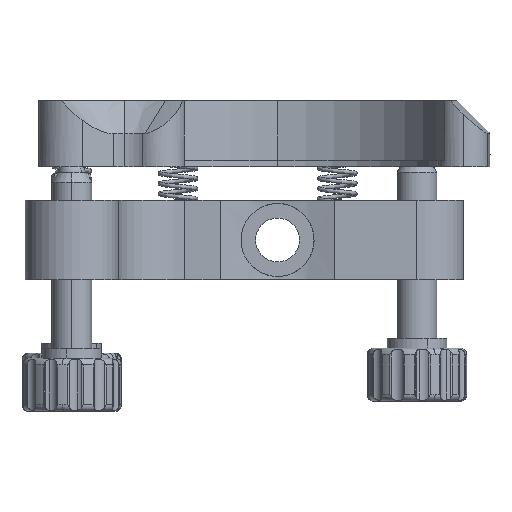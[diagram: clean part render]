
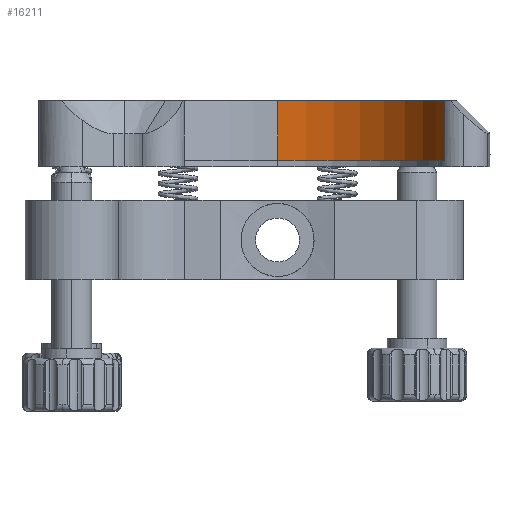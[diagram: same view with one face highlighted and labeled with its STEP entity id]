
A CAD part, left-side view. The second image highlights one B-rep face of the part: STEP entity #16211.
In plain terms, the highlighted cylindrical face has radius 26.035 mm (diameter 52.07 mm), a partial arc.
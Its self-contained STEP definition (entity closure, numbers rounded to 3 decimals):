
#27 = CARTESIAN_POINT ( 'NONE',  ( -38.83, -64.023, 7.058 ) ) ;
#135 = CARTESIAN_POINT ( 'NONE',  ( -39.312, -64.002, 7.493 ) ) ;
#252 = CARTESIAN_POINT ( 'NONE',  ( -38.218, -64.035, 10.15 ) ) ;
#460 = CARTESIAN_POINT ( 'NONE',  ( -39.482, -63.993, 7.767 ) ) ;
#484 = CARTESIAN_POINT ( 'NONE',  ( -37.468, -64.03, 10.066 ) ) ;
#696 = CARTESIAN_POINT ( 'NONE',  ( -37.891, -64.035, 10.15 ) ) ;
#798 = CARTESIAN_POINT ( 'NONE',  ( -36.403, -63.986, 8.072 ) ) ;
#1431 = CARTESIAN_POINT ( 'NONE',  ( -44.606, -63.183, 6. ) ) ;
#1901 = VERTEX_POINT ( 'NONE', #1431 ) ;
#1904 = CARTESIAN_POINT ( 'NONE',  ( -11.965, -38., 6. ) ) ;
#2153 = CIRCLE ( 'NONE', #15164, 26.035 ) ;
#2474 = CARTESIAN_POINT ( 'NONE',  ( -39.483, -63.993, 9.231 ) ) ;
#2589 = CARTESIAN_POINT ( 'NONE',  ( -39.607, -63.985, 8.931 ) ) ;
#2828 = CARTESIAN_POINT ( 'NONE',  ( -36.681, -64.002, 9.514 ) ) ;
#2882 = VECTOR ( 'NONE', #29460, 1000. ) ;
#3004 = VERTEX_POINT ( 'NONE', #1904 ) ;
#3298 = EDGE_LOOP ( 'NONE', ( #17638, #10074 ) ) ;
#3647 = CARTESIAN_POINT ( 'NONE',  ( -36.91, -64.012, 7.256 ) ) ;
#4029 = DIRECTION ( 'NONE',  ( 0., 0., 1. ) ) ;
#4892 = CARTESIAN_POINT ( 'NONE',  ( -38., -64.035, 10.15 ) ) ;
#4921 = CARTESIAN_POINT ( 'NONE',  ( -39.597, -63.986, 8.072 ) ) ;
#5030 = CARTESIAN_POINT ( 'NONE',  ( -39.244, -64.005, 9.59 ) ) ;
#5338 = ORIENTED_EDGE ( 'NONE', *, *, #31067, .F. ) ;
#5349 = VECTOR ( 'NONE', #17109, 1000. ) ;
#5357 = CARTESIAN_POINT ( 'NONE',  ( -39.65, -63.983, 8.716 ) ) ;
#5788 = CARTESIAN_POINT ( 'NONE',  ( -36.393, -63.986, 8.933 ) ) ;
#5793 = CARTESIAN_POINT ( 'NONE',  ( -38., -64.035, 6.85 ) ) ;
#6956 = DIRECTION ( 'NONE',  ( 1., 0., 0. ) ) ;
#7418 = VERTEX_POINT ( 'NONE', #4892 ) ;
#7490 = CARTESIAN_POINT ( 'NONE',  ( -38.832, -64.022, 9.941 ) ) ;
#7598 = CARTESIAN_POINT ( 'NONE',  ( -39.565, -63.988, 7.967 ) ) ;
#7727 = CARTESIAN_POINT ( 'NONE',  ( -37.173, -64.022, 9.932 ) ) ;
#8004 = VERTEX_POINT ( 'NONE', #21337 ) ;
#8049 = CARTESIAN_POINT ( 'NONE',  ( -37.784, -64.034, 10.139 ) ) ;
#8148 = CARTESIAN_POINT ( 'NONE',  ( -37.172, -64.022, 7.069 ) ) ;
#8199 = EDGE_CURVE ( 'NONE', #3004, #1901, #2153, .T. ) ;
#8367 = EDGE_CURVE ( 'NONE', #11669, #7418, #22056, .T. ) ;
#8608 = CYLINDRICAL_SURFACE ( 'NONE', #10637, 26.035 ) ;
#9539 = CARTESIAN_POINT ( 'NONE',  ( -44.606, -63.183, 15. ) ) ;
#9641 = CARTESIAN_POINT ( 'NONE',  ( -38., -38., 6. ) ) ;
#9859 = CARTESIAN_POINT ( 'NONE',  ( -39.313, -64.002, 9.505 ) ) ;
#10072 = CARTESIAN_POINT ( 'NONE',  ( -38., -64.035, 6.85 ) ) ;
#10074 = ORIENTED_EDGE ( 'NONE', *, *, #8367, .F. ) ;
#10520 = CARTESIAN_POINT ( 'NONE',  ( -36.994, -64.016, 9.812 ) ) ;
#10628 = CARTESIAN_POINT ( 'NONE',  ( -38., -64.035, 6.85 ) ) ;
#10637 = AXIS2_PLACEMENT_3D ( 'NONE', #13656, #4029, #21018 ) ;
#11033 = VERTEX_POINT ( 'NONE', #29998 ) ;
#11669 = VERTEX_POINT ( 'NONE', #5793 ) ;
#12052 = FACE_OUTER_BOUND ( 'NONE', #20460, .T. ) ;
#12308 = CARTESIAN_POINT ( 'NONE',  ( -39.242, -64.005, 7.408 ) ) ;
#12662 = CARTESIAN_POINT ( 'NONE',  ( -36.558, -63.995, 9.33 ) ) ;
#12783 = EDGE_CURVE ( 'NONE', #7418, #11669, #22505, .T. ) ;
#12854 = DIRECTION ( 'NONE',  ( 1., 0., 0. ) ) ;
#13170 = CARTESIAN_POINT ( 'NONE',  ( -36.361, -63.983, 8.284 ) ) ;
#13280 = CARTESIAN_POINT ( 'NONE',  ( -36.35, -63.983, 8.393 ) ) ;
#13656 = CARTESIAN_POINT ( 'NONE',  ( -38., -38., 6. ) ) ;
#14875 = CARTESIAN_POINT ( 'NONE',  ( -38.435, -64.032, 10.106 ) ) ;
#14910 = ORIENTED_EDGE ( 'NONE', *, *, #26484, .F. ) ;
#15164 = AXIS2_PLACEMENT_3D ( 'NONE', #9641, #31438, #6956 ) ;
#15321 = CARTESIAN_POINT ( 'NONE',  ( -38., -64.035, 10.15 ) ) ;
#15412 = CARTESIAN_POINT ( 'NONE',  ( -37.783, -64.034, 6.861 ) ) ;
#15512 = CARTESIAN_POINT ( 'NONE',  ( -37.892, -64.035, 6.85 ) ) ;
#15719 = CARTESIAN_POINT ( 'NONE',  ( -36.993, -64.016, 7.188 ) ) ;
#16031 = LINE ( 'NONE', #9539, #5349 ) ;
#16211 = ADVANCED_FACE ( 'NONE', ( #12052, #21976 ), #8608, .F. ) ;
#16515 = EDGE_CURVE ( 'NONE', #8004, #11033, #29229, .T. ) ;
#17109 = DIRECTION ( 'NONE',  ( 0., 0., -1. ) ) ;
#17217 = CARTESIAN_POINT ( 'NONE',  ( -39.014, -64.016, 7.18 ) ) ;
#17322 = CARTESIAN_POINT ( 'NONE',  ( -38., -64.035, 10.15 ) ) ;
#17537 = CARTESIAN_POINT ( 'NONE',  ( -39.639, -63.983, 8.283 ) ) ;
#17589 = AXIS2_PLACEMENT_3D ( 'NONE', #30266, #18063, #12854 ) ;
#17638 = ORIENTED_EDGE ( 'NONE', *, *, #12783, .F. ) ;
#17870 = CARTESIAN_POINT ( 'NONE',  ( -37.269, -64.025, 7.017 ) ) ;
#18063 = DIRECTION ( 'NONE',  ( 0., 0., -1. ) ) ;
#18068 = CARTESIAN_POINT ( 'NONE',  ( -36.434, -63.988, 7.969 ) ) ;
#18279 = CARTESIAN_POINT ( 'NONE',  ( -36.688, -64.002, 7.494 ) ) ;
#20001 = CARTESIAN_POINT ( 'NONE',  ( -39.65, -63.983, 8.39 ) ) ;
#20460 = EDGE_LOOP ( 'NONE', ( #5338, #22060, #14910, #22660 ) ) ;
#20643 = CARTESIAN_POINT ( 'NONE',  ( -36.756, -64.005, 7.411 ) ) ;
#20740 = CARTESIAN_POINT ( 'NONE',  ( -37.469, -64.03, 6.934 ) ) ;
#21018 = DIRECTION ( 'NONE',  ( 1., 0., 0. ) ) ;
#21337 = CARTESIAN_POINT ( 'NONE',  ( -11.965, -38., 15. ) ) ;
#21976 = FACE_BOUND ( 'NONE', #3298, .T. ) ;
#22056 = B_SPLINE_CURVE_WITH_KNOTS ( 'NONE', 3,
 ( #10072, #22477, #29533, #27, #17217, #12308, #135, #22259, #460, #7598, #4921, #17537, #20001, #5357, #2589, #2474, #24497, #9859, #5030, #22146, #7490, #14875, #252, #17322 ),
 .UNSPECIFIED., .F., .F.,
 ( 4, 2, 2, 2, 2, 2, 2, 2, 2, 2, 2, 4 ),
 ( 0.005, 0.006, 0.006, 0.007, 0.007, 0.007, 0.008, 0.008, 0.009, 0.009, 0.01, 0.01 ),
 .UNSPECIFIED. ) ;
#22060 = ORIENTED_EDGE ( 'NONE', *, *, #8199, .T. ) ;
#22146 = CARTESIAN_POINT ( 'NONE',  ( -39.015, -64.016, 9.818 ) ) ;
#22259 = CARTESIAN_POINT ( 'NONE',  ( -39.432, -63.996, 7.673 ) ) ;
#22390 = CARTESIAN_POINT ( 'NONE',  ( -36.909, -64.012, 9.743 ) ) ;
#22397 = CARTESIAN_POINT ( 'NONE',  ( -11.965, -38., 6. ) ) ;
#22477 = CARTESIAN_POINT ( 'NONE',  ( -38.215, -64.035, 6.85 ) ) ;
#22505 = B_SPLINE_CURVE_WITH_KNOTS ( 'NONE', 3,
 ( #15321, #696, #8049, #24742, #484, #25170, #7727, #10520, #22390, #2828, #12662, #5788, #27640, #13280, #13170, #798, #18068, #25592, #30074, #18279, #20643, #3647, #15719, #8148, #17870, #20740, #22898, #15412, #15512, #10628 ),
 .UNSPECIFIED., .F., .F.,
 ( 4, 2, 2, 2, 2, 2, 2, 2, 2, 2, 2, 2, 2, 2, 4 ),
 ( 0., 0., 0.001, 0.001, 0.001, 0.002, 0.003, 0.003, 0.003, 0.004, 0.004, 0.004, 0.005, 0.005, 0.005 ),
 .UNSPECIFIED. ) ;
#22660 = ORIENTED_EDGE ( 'NONE', *, *, #16515, .F. ) ;
#22898 = CARTESIAN_POINT ( 'NONE',  ( -37.571, -64.032, 6.903 ) ) ;
#23136 = LINE ( 'NONE', #22397, #2882 ) ;
#24497 = CARTESIAN_POINT ( 'NONE',  ( -39.433, -63.996, 9.325 ) ) ;
#24742 = CARTESIAN_POINT ( 'NONE',  ( -37.573, -64.032, 10.097 ) ) ;
#25170 = CARTESIAN_POINT ( 'NONE',  ( -37.268, -64.025, 9.983 ) ) ;
#25592 = CARTESIAN_POINT ( 'NONE',  ( -36.517, -63.993, 7.769 ) ) ;
#26484 = EDGE_CURVE ( 'NONE', #11033, #1901, #16031, .T. ) ;
#27640 = CARTESIAN_POINT ( 'NONE',  ( -36.35, -63.983, 8.716 ) ) ;
#29229 = CIRCLE ( 'NONE', #17589, 26.035 ) ;
#29460 = DIRECTION ( 'NONE',  ( 0., 0., 1. ) ) ;
#29533 = CARTESIAN_POINT ( 'NONE',  ( -38.432, -64.032, 6.893 ) ) ;
#29998 = CARTESIAN_POINT ( 'NONE',  ( -44.606, -63.183, 15. ) ) ;
#30074 = CARTESIAN_POINT ( 'NONE',  ( -36.568, -63.996, 7.673 ) ) ;
#30266 = CARTESIAN_POINT ( 'NONE',  ( -38., -38., 15. ) ) ;
#31067 = EDGE_CURVE ( 'NONE', #3004, #8004, #23136, .T. ) ;
#31438 = DIRECTION ( 'NONE',  ( 0., 0., -1. ) ) ;
